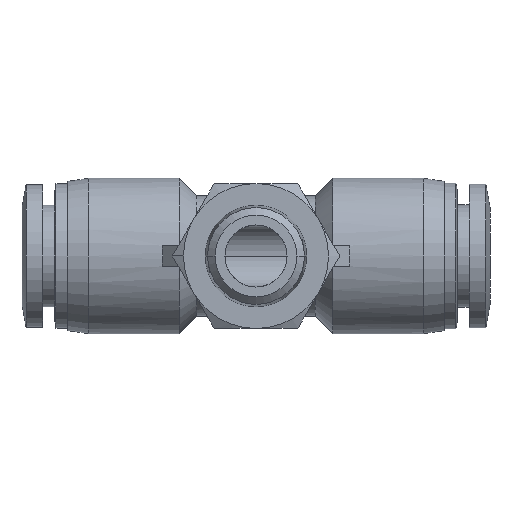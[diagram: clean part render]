
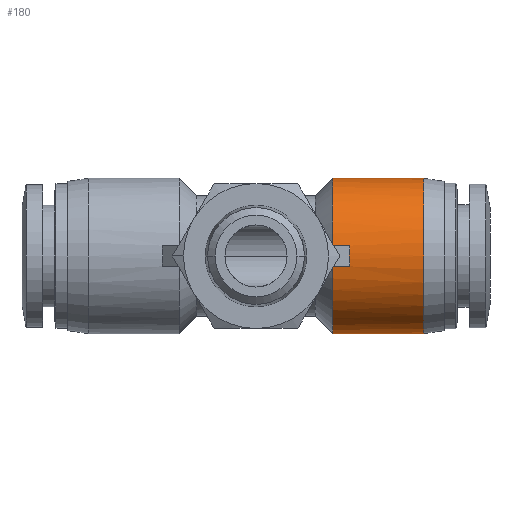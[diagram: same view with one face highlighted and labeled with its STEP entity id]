
A CAD part, front view. The second image highlights one B-rep face of the part: STEP entity #180.
In plain terms, the highlighted cylindrical face has radius 7.5 mm (diameter 15 mm), a partial arc.
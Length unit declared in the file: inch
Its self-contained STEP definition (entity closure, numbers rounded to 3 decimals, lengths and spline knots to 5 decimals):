
#18 = AXIS2_PLACEMENT_3D ( 'NONE', #1583, #1551, #1534 ) ;
#35 = CIRCLE ( 'NONE', #744, 0.29528 ) ;
#180 = ADVANCED_FACE ( 'NONE', ( #3112 ), #2945, .T. ) ;
#305 = VERTEX_POINT ( 'NONE', #602 ) ;
#423 = EDGE_CURVE ( 'NONE', #706, #305, #2663, .T. ) ;
#435 = EDGE_CURVE ( 'NONE', #2689, #1467, #2207, .T. ) ;
#566 = VECTOR ( 'NONE', #3012, 39.37008 ) ;
#602 = CARTESIAN_POINT ( 'NONE',  ( 0.35697, 0.29791, 0.03937 ) ) ;
#623 = CARTESIAN_POINT ( 'NONE',  ( 0.29134, 0.59055, 0.29528 ) ) ;
#625 = VERTEX_POINT ( 'NONE', #2813 ) ;
#627 = AXIS2_PLACEMENT_3D ( 'NONE', #4226, #2065, #4597 ) ;
#700 = ORIENTED_EDGE ( 'NONE', *, *, #2542, .T. ) ;
#706 = VERTEX_POINT ( 'NONE', #2029 ) ;
#744 = AXIS2_PLACEMENT_3D ( 'NONE', #1335, #3855, #1696 ) ;
#913 = CARTESIAN_POINT ( 'NONE',  ( 0.29818, 0.29791, -0.03937 ) ) ;
#927 = CARTESIAN_POINT ( 'NONE',  ( 0.29134, 0.29791, 0.03937 ) ) ;
#1037 = VERTEX_POINT ( 'NONE', #1765 ) ;
#1328 = VERTEX_POINT ( 'NONE', #1965 ) ;
#1335 = CARTESIAN_POINT ( 'NONE',  ( 0.6378, 0.59055, 0. ) ) ;
#1399 = EDGE_LOOP ( 'NONE', ( #2525, #1791, #2070, #3635, #1510, #3771, #700, #1855 ) ) ;
#1467 = VERTEX_POINT ( 'NONE', #1476 ) ;
#1476 = CARTESIAN_POINT ( 'NONE',  ( 0.6378, 0.59055, 0.29528 ) ) ;
#1481 = EDGE_CURVE ( 'NONE', #2689, #3211, #1966, .T. ) ;
#1510 = ORIENTED_EDGE ( 'NONE', *, *, #3115, .T. ) ;
#1534 = DIRECTION ( 'NONE',  ( 0., 0., -1. ) ) ;
#1551 = DIRECTION ( 'NONE',  ( 1., 0., 0. ) ) ;
#1583 = CARTESIAN_POINT ( 'NONE',  ( 0.29134, 0.59055, 0. ) ) ;
#1696 = DIRECTION ( 'NONE',  ( 0., 0., -1. ) ) ;
#1765 = CARTESIAN_POINT ( 'NONE',  ( 0.29134, 0.59055, -0.29528 ) ) ;
#1791 = ORIENTED_EDGE ( 'NONE', *, *, #1481, .T. ) ;
#1855 = ORIENTED_EDGE ( 'NONE', *, *, #4386, .T. ) ;
#1965 = CARTESIAN_POINT ( 'NONE',  ( 0.29134, 0.29791, -0.03937 ) ) ;
#1966 = CIRCLE ( 'NONE', #18, 0.29528 ) ;
#2029 = CARTESIAN_POINT ( 'NONE',  ( 0.35697, 0.29791, -0.03937 ) ) ;
#2050 = AXIS2_PLACEMENT_3D ( 'NONE', #2262, #2228, #2095 ) ;
#2065 = DIRECTION ( 'NONE',  ( 1., 0., 0. ) ) ;
#2070 = ORIENTED_EDGE ( 'NONE', *, *, #3755, .F. ) ;
#2095 = DIRECTION ( 'NONE',  ( 0., 0., -1. ) ) ;
#2109 = VECTOR ( 'NONE', #3085, 39.37008 ) ;
#2199 = VECTOR ( 'NONE', #3924, 39.37008 ) ;
#2207 = LINE ( 'NONE', #4381, #2199 ) ;
#2228 = DIRECTION ( 'NONE',  ( 1., 0., 0. ) ) ;
#2262 = CARTESIAN_POINT ( 'NONE',  ( 0.46457, 0.59055, 0. ) ) ;
#2364 = DIRECTION ( 'NONE',  ( 1., 0., 0. ) ) ;
#2525 = ORIENTED_EDGE ( 'NONE', *, *, #435, .F. ) ;
#2542 = EDGE_CURVE ( 'NONE', #1037, #625, #3427, .T. ) ;
#2643 = CARTESIAN_POINT ( 'NONE',  ( 0.29818, 0.29791, 0.03937 ) ) ;
#2663 =( BOUNDED_CURVE ( )  B_SPLINE_CURVE ( 3, ( #4427, #3904, #3883, #3759 ),
 .UNSPECIFIED., .F., .F. ) 
 B_SPLINE_CURVE_WITH_KNOTS ( ( 4, 4 ),
 ( 3.00786, 3.27532 ),
 .UNSPECIFIED. ) 
 CURVE ( )  GEOMETRIC_REPRESENTATION_ITEM ( )  RATIONAL_B_SPLINE_CURVE ( ( 1., 0.994, 0.994, 1. ) ) 
 REPRESENTATION_ITEM ( '' )  );
#2689 = VERTEX_POINT ( 'NONE', #623 ) ;
#2813 = CARTESIAN_POINT ( 'NONE',  ( 0.6378, 0.59055, -0.29528 ) ) ;
#2945 = CYLINDRICAL_SURFACE ( 'NONE', #2050, 0.29528 ) ;
#3012 = DIRECTION ( 'NONE',  ( -1., 0., 0. ) ) ;
#3068 = CIRCLE ( 'NONE', #627, 0.29528 ) ;
#3085 = DIRECTION ( 'NONE',  ( -1., 0., 0. ) ) ;
#3112 = FACE_OUTER_BOUND ( 'NONE', #1399, .T. ) ;
#3115 = EDGE_CURVE ( 'NONE', #706, #1328, #4029, .T. ) ;
#3211 = VERTEX_POINT ( 'NONE', #927 ) ;
#3305 = VECTOR ( 'NONE', #2364, 39.37008 ) ;
#3427 = LINE ( 'NONE', #4524, #3305 ) ;
#3465 = LINE ( 'NONE', #2643, #566 ) ;
#3635 = ORIENTED_EDGE ( 'NONE', *, *, #423, .F. ) ;
#3755 = EDGE_CURVE ( 'NONE', #305, #3211, #3465, .T. ) ;
#3759 = CARTESIAN_POINT ( 'NONE',  ( 0.35697, 0.29791, 0.03937 ) ) ;
#3771 = ORIENTED_EDGE ( 'NONE', *, *, #3824, .T. ) ;
#3824 = EDGE_CURVE ( 'NONE', #1328, #1037, #3068, .T. ) ;
#3855 = DIRECTION ( 'NONE',  ( -1., 0., 0. ) ) ;
#3883 = CARTESIAN_POINT ( 'NONE',  ( 0.35345, 0.29439, 0.0132 ) ) ;
#3904 = CARTESIAN_POINT ( 'NONE',  ( 0.35345, 0.29439, -0.0132 ) ) ;
#3924 = DIRECTION ( 'NONE',  ( 1., 0., 0. ) ) ;
#4029 = LINE ( 'NONE', #913, #2109 ) ;
#4226 = CARTESIAN_POINT ( 'NONE',  ( 0.29134, 0.59055, 0. ) ) ;
#4381 = CARTESIAN_POINT ( 'NONE',  ( 0.46457, 0.59055, 0.29528 ) ) ;
#4386 = EDGE_CURVE ( 'NONE', #625, #1467, #35, .T. ) ;
#4427 = CARTESIAN_POINT ( 'NONE',  ( 0.35697, 0.29791, -0.03937 ) ) ;
#4524 = CARTESIAN_POINT ( 'NONE',  ( 0.46457, 0.59055, -0.29528 ) ) ;
#4597 = DIRECTION ( 'NONE',  ( 0., 0., -1. ) ) ;
